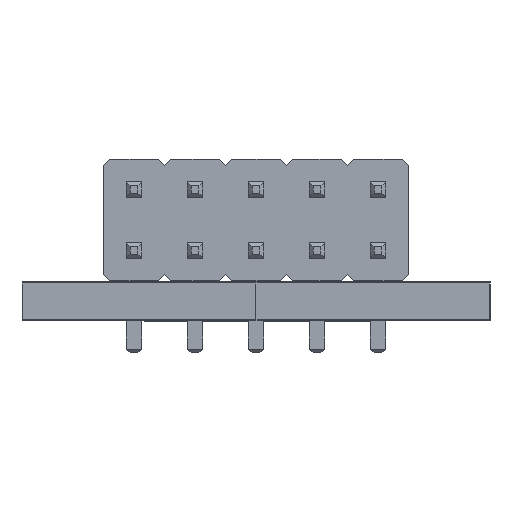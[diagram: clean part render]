
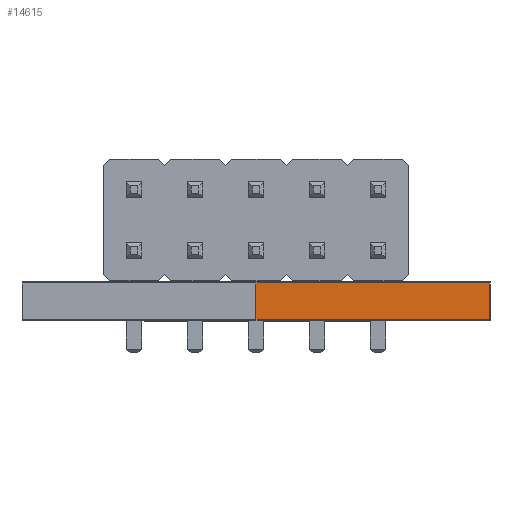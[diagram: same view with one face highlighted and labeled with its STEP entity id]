
A CAD part, left-side view. The second image highlights one B-rep face of the part: STEP entity #14615.
In plain terms, the highlighted planar face has unit normal (-1, 0, 0).
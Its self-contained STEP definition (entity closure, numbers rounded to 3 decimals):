
#14559 = VERTEX_POINT('',#14560);
#14560 = CARTESIAN_POINT('',(72.75,-94.56,1.51));
#14566 = EDGE_CURVE('',#14567,#14559,#14569,.T.);
#14567 = VERTEX_POINT('',#14568);
#14568 = CARTESIAN_POINT('',(72.75,-94.56,0.));
#14569 = LINE('',#14570,#14571);
#14570 = CARTESIAN_POINT('',(72.75,-94.56,0.));
#14571 = VECTOR('',#14572,1.);
#14572 = DIRECTION('',(0.,0.,1.));
#14615 = ADVANCED_FACE('',(#14616),#14641,.T.);
#14616 = FACE_BOUND('',#14617,.T.);
#14617 = EDGE_LOOP('',(#14618,#14619,#14627,#14635));
#14618 = ORIENTED_EDGE('',*,*,#14566,.T.);
#14619 = ORIENTED_EDGE('',*,*,#14620,.T.);
#14620 = EDGE_CURVE('',#14559,#14621,#14623,.T.);
#14621 = VERTEX_POINT('',#14622);
#14622 = CARTESIAN_POINT('',(72.75,-84.81,1.51));
#14623 = LINE('',#14624,#14625);
#14624 = CARTESIAN_POINT('',(72.75,-94.56,1.51));
#14625 = VECTOR('',#14626,1.);
#14626 = DIRECTION('',(0.,1.,0.));
#14627 = ORIENTED_EDGE('',*,*,#14628,.F.);
#14628 = EDGE_CURVE('',#14629,#14621,#14631,.T.);
#14629 = VERTEX_POINT('',#14630);
#14630 = CARTESIAN_POINT('',(72.75,-84.81,0.));
#14631 = LINE('',#14632,#14633);
#14632 = CARTESIAN_POINT('',(72.75,-84.81,0.));
#14633 = VECTOR('',#14634,1.);
#14634 = DIRECTION('',(0.,0.,1.));
#14635 = ORIENTED_EDGE('',*,*,#14636,.F.);
#14636 = EDGE_CURVE('',#14567,#14629,#14637,.T.);
#14637 = LINE('',#14638,#14639);
#14638 = CARTESIAN_POINT('',(72.75,-94.56,0.));
#14639 = VECTOR('',#14640,1.);
#14640 = DIRECTION('',(0.,1.,0.));
#14641 = PLANE('',#14642);
#14642 = AXIS2_PLACEMENT_3D('',#14643,#14644,#14645);
#14643 = CARTESIAN_POINT('',(72.75,-94.56,0.));
#14644 = DIRECTION('',(-1.,0.,0.));
#14645 = DIRECTION('',(0.,1.,0.));
